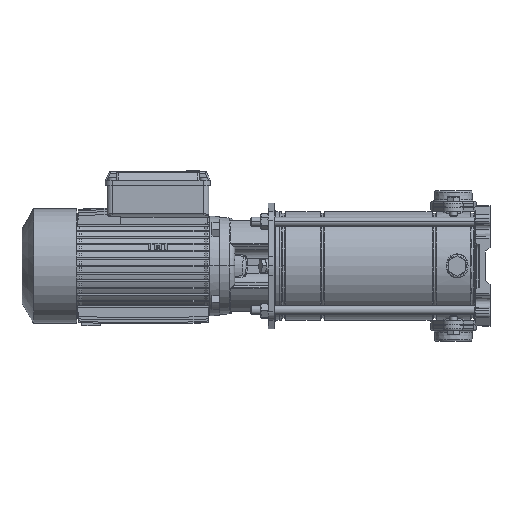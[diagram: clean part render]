
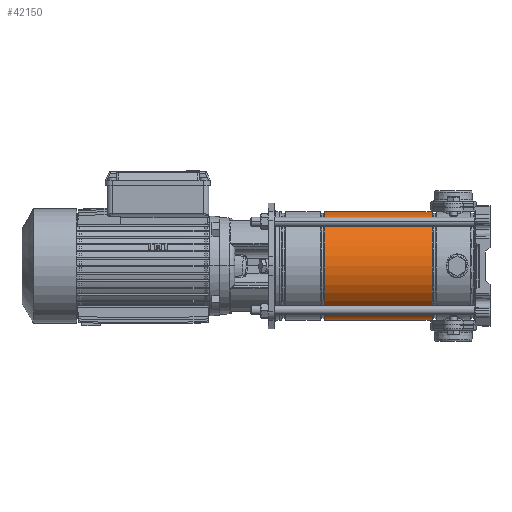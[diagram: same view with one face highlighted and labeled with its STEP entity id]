
A CAD part, left-side view. The second image highlights one B-rep face of the part: STEP entity #42150.
In plain terms, the highlighted cylindrical face has radius 74.4 mm (diameter 148.8 mm), a partial arc.
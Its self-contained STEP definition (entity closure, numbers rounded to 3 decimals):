
#1230 = CARTESIAN_POINT ( 'NONE',  ( 0., 0., 214.664 ) ) ;
#2135 = DIRECTION ( 'NONE',  ( 0., 0., -1. ) ) ;
#2729 = ORIENTED_EDGE ( 'NONE', *, *, #25880, .F. ) ;
#4465 = CARTESIAN_POINT ( 'NONE',  ( -74.4, 0., 214.664 ) ) ;
#5954 = CARTESIAN_POINT ( 'NONE',  ( 74.4, 0., 0. ) ) ;
#7813 = VERTEX_POINT ( 'NONE', #4465 ) ;
#13196 = AXIS2_PLACEMENT_3D ( 'NONE', #55960, #17999, #61343 ) ;
#13781 = VERTEX_POINT ( 'NONE', #54678 ) ;
#13997 = ORIENTED_EDGE ( 'NONE', *, *, #49104, .T. ) ;
#16256 = DIRECTION ( 'NONE',  ( -1., 0., 0. ) ) ;
#16723 = ORIENTED_EDGE ( 'NONE', *, *, #28254, .T. ) ;
#17999 = DIRECTION ( 'NONE',  ( 0., 0., -1. ) ) ;
#19330 = DIRECTION ( 'NONE',  ( 0., 0., -1. ) ) ;
#20216 = AXIS2_PLACEMENT_3D ( 'NONE', #59594, #58977, #16256 ) ;
#25880 = EDGE_CURVE ( 'NONE', #13781, #38575, #43491, .T. ) ;
#26609 = ORIENTED_EDGE ( 'NONE', *, *, #48692, .F. ) ;
#27695 = VERTEX_POINT ( 'NONE', #51314 ) ;
#28254 = EDGE_CURVE ( 'NONE', #7813, #27695, #59349, .T. ) ;
#35225 = CYLINDRICAL_SURFACE ( 'NONE', #20216, 74.4 ) ;
#38575 = VERTEX_POINT ( 'NONE', #45528 ) ;
#40447 = DIRECTION ( 'NONE',  ( -1., 0., 0. ) ) ;
#42150 = ADVANCED_FACE ( 'NONE', ( #50080 ), #35225, .T. ) ;
#43359 = LINE ( 'NONE', #58225, #54484 ) ;
#43366 = VECTOR ( 'NONE', #2135, 1000. ) ;
#43491 = CIRCLE ( 'NONE', #13196, 74.4 ) ;
#45528 = CARTESIAN_POINT ( 'NONE',  ( 74.4, 0., 67.336 ) ) ;
#48692 = EDGE_CURVE ( 'NONE', #7813, #13781, #43359, .T. ) ;
#49104 = EDGE_CURVE ( 'NONE', #27695, #38575, #54660, .T. ) ;
#50080 = FACE_OUTER_BOUND ( 'NONE', #52796, .T. ) ;
#51314 = CARTESIAN_POINT ( 'NONE',  ( 74.4, 0., 214.664 ) ) ;
#52796 = EDGE_LOOP ( 'NONE', ( #16723, #13997, #2729, #26609 ) ) ;
#54304 = AXIS2_PLACEMENT_3D ( 'NONE', #1230, #60030, #40447 ) ;
#54484 = VECTOR ( 'NONE', #19330, 1000. ) ;
#54660 = LINE ( 'NONE', #5954, #43366 ) ;
#54678 = CARTESIAN_POINT ( 'NONE',  ( -74.4, 0., 67.336 ) ) ;
#55960 = CARTESIAN_POINT ( 'NONE',  ( 0., 0., 67.336 ) ) ;
#58225 = CARTESIAN_POINT ( 'NONE',  ( -74.4, 0., 0. ) ) ;
#58977 = DIRECTION ( 'NONE',  ( 0., 0., -1. ) ) ;
#59349 = CIRCLE ( 'NONE', #54304, 74.4 ) ;
#59594 = CARTESIAN_POINT ( 'NONE',  ( 0., 0., 0. ) ) ;
#60030 = DIRECTION ( 'NONE',  ( 0., 0., -1. ) ) ;
#61343 = DIRECTION ( 'NONE',  ( -1., 0., 0. ) ) ;
